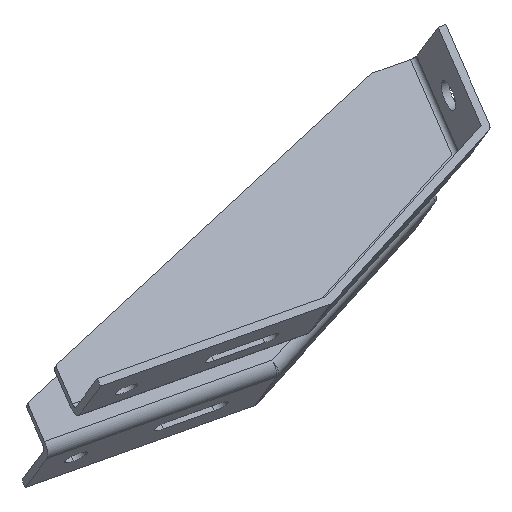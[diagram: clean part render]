
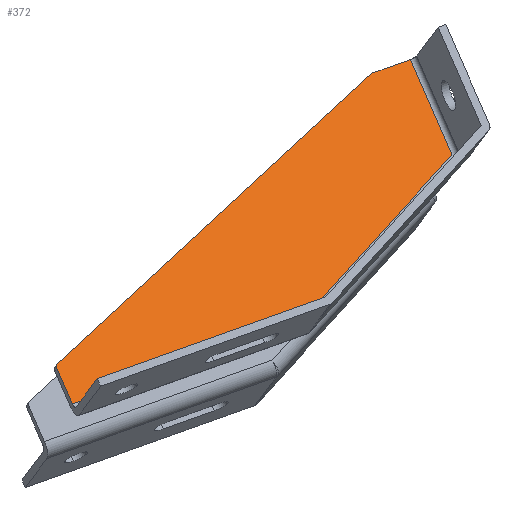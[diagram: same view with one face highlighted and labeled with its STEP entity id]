
A CAD part, left-side view. The second image highlights one B-rep face of the part: STEP entity #372.
In plain terms, the highlighted face is planar.
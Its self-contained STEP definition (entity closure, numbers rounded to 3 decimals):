
#108 = CARTESIAN_POINT ( 'NONE',  ( 56.258, 84.182, 0. ) ) ;
#290 = CARTESIAN_POINT ( 'NONE',  ( 54.401, 83.44, 0. ) ) ;
#293 = PLANE ( 'NONE',  #600 ) ;
#296 = DIRECTION ( 'NONE',  ( 0., 0., -1. ) ) ;
#297 = DIRECTION ( 'NONE',  ( -1., 0., 0. ) ) ;
#372 = ADVANCED_FACE ( 'NONE', ( #1085 ), #293, .F. ) ;
#441 = EDGE_CURVE ( 'NONE', #1135, #1163, #1011, .T. ) ;
#449 = EDGE_CURVE ( 'NONE', #1163, #1172, #929, .T. ) ;
#483 = EDGE_CURVE ( 'NONE', #1172, #1173, #886, .T. ) ;
#600 = AXIS2_PLACEMENT_3D ( 'NONE', #290, #296, #297 ) ;
#615 = EDGE_CURVE ( 'NONE', #1226, #1175, #732, .T. ) ;
#618 = EDGE_CURVE ( 'NONE', #1175, #1173, #769, .T. ) ;
#652 = EDGE_CURVE ( 'NONE', #1143, #1135, #837, .T. ) ;
#662 = EDGE_CURVE ( 'NONE', #1143, #1226, #1004, .T. ) ;
#732 = LINE ( 'NONE', #1742, #774 ) ;
#764 = VECTOR ( 'NONE', #1749, 1000. ) ;
#769 = LINE ( 'NONE', #1748, #764 ) ;
#774 = VECTOR ( 'NONE', #1743, 1000. ) ;
#782 = VECTOR ( 'NONE', #1998, 1000. ) ;
#830 = VECTOR ( 'NONE', #1760, 1000. ) ;
#837 = LINE ( 'NONE', #1759, #830 ) ;
#884 = VECTOR ( 'NONE', #2177, 1000. ) ;
#886 = LINE ( 'NONE', #2173, #884 ) ;
#929 = LINE ( 'NONE', #2003, #782 ) ;
#993 = VECTOR ( 'NONE', #1986, 1000. ) ;
#1004 = CIRCLE ( 'NONE', #1955, 2. ) ;
#1011 = LINE ( 'NONE', #1982, #993 ) ;
#1085 = FACE_OUTER_BOUND ( 'NONE', #1114, .T. ) ;
#1114 = EDGE_LOOP ( 'NONE', ( #1322, #1526, #1346, #1488, #1586, #1587, #1461 ) ) ;
#1135 = VERTEX_POINT ( 'NONE', #1832 ) ;
#1143 = VERTEX_POINT ( 'NONE', #1838 ) ;
#1163 = VERTEX_POINT ( 'NONE', #1858 ) ;
#1172 = VERTEX_POINT ( 'NONE', #1867 ) ;
#1173 = VERTEX_POINT ( 'NONE', #1868 ) ;
#1175 = VERTEX_POINT ( 'NONE', #1870 ) ;
#1226 = VERTEX_POINT ( 'NONE', #108 ) ;
#1322 = ORIENTED_EDGE ( 'NONE', *, *, #449, .T. ) ;
#1346 = ORIENTED_EDGE ( 'NONE', *, *, #618, .F. ) ;
#1461 = ORIENTED_EDGE ( 'NONE', *, *, #441, .T. ) ;
#1488 = ORIENTED_EDGE ( 'NONE', *, *, #615, .F. ) ;
#1526 = ORIENTED_EDGE ( 'NONE', *, *, #483, .T. ) ;
#1586 = ORIENTED_EDGE ( 'NONE', *, *, #662, .F. ) ;
#1587 = ORIENTED_EDGE ( 'NONE', *, *, #652, .T. ) ;
#1742 = CARTESIAN_POINT ( 'NONE',  ( 56.258, 84.182, 0. ) ) ;
#1743 = DIRECTION ( 'NONE',  ( 0.371, -0.928, 0. ) ) ;
#1748 = CARTESIAN_POINT ( 'NONE',  ( 115.755, -64.56, 0. ) ) ;
#1749 = DIRECTION ( 'NONE',  ( 0., -1., 0. ) ) ;
#1759 = CARTESIAN_POINT ( 'NONE',  ( 43.755, 85.44, 0. ) ) ;
#1760 = DIRECTION ( 'NONE',  ( -1., 0., 0. ) ) ;
#1794 = CARTESIAN_POINT ( 'NONE',  ( 54.401, 83.44, 0. ) ) ;
#1795 = DIRECTION ( 'NONE',  ( 0., 0., -1. ) ) ;
#1796 = DIRECTION ( 'NONE',  ( -1., 0., 0. ) ) ;
#1832 = CARTESIAN_POINT ( 'NONE',  ( 40.755, 85.44, 0. ) ) ;
#1838 = CARTESIAN_POINT ( 'NONE',  ( 54.401, 85.44, 0. ) ) ;
#1858 = CARTESIAN_POINT ( 'NONE',  ( 40.755, -3.38, 0. ) ) ;
#1867 = CARTESIAN_POINT ( 'NONE',  ( 78.845, -79.56, 0. ) ) ;
#1868 = CARTESIAN_POINT ( 'NONE',  ( 115.755, -79.56, 0. ) ) ;
#1870 = CARTESIAN_POINT ( 'NONE',  ( 115.755, -64.56, 0. ) ) ;
#1955 = AXIS2_PLACEMENT_3D ( 'NONE', #1794, #1795, #1796 ) ;
#1982 = CARTESIAN_POINT ( 'NONE',  ( 40.755, 83.44, 0. ) ) ;
#1986 = DIRECTION ( 'NONE',  ( 0., -1., 0. ) ) ;
#1998 = DIRECTION ( 'NONE',  ( 0.447, -0.894, 0. ) ) ;
#2003 = CARTESIAN_POINT ( 'NONE',  ( 8.756, 60.617, 0. ) ) ;
#2173 = CARTESIAN_POINT ( 'NONE',  ( 54.401, -79.56, 0. ) ) ;
#2177 = DIRECTION ( 'NONE',  ( 1., 0., 0. ) ) ;
